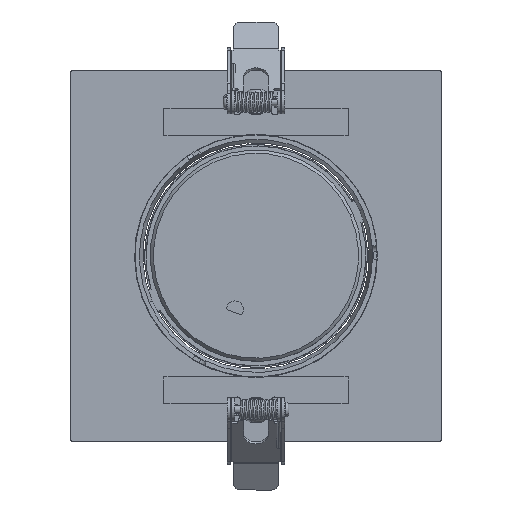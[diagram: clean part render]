
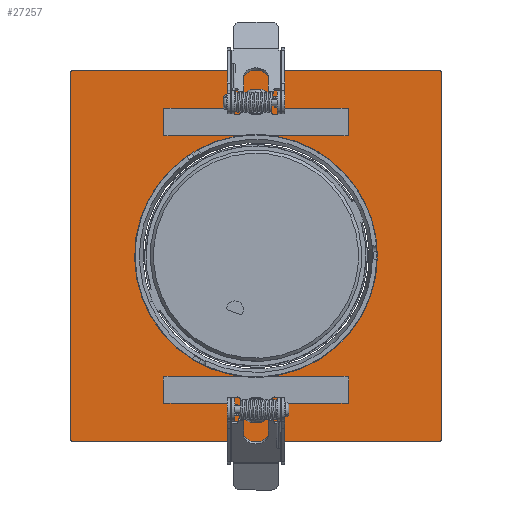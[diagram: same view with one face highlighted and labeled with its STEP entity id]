
A CAD part, top view. The second image highlights one B-rep face of the part: STEP entity #27257.
In plain terms, the highlighted planar face has unit normal (0, 0, 1).
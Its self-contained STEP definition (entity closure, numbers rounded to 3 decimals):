
#474 = ORIENTED_EDGE ( 'NONE', *, *, #14082, .F. ) ;
#506 = VERTEX_POINT ( 'NONE', #35788 ) ;
#1109 = VERTEX_POINT ( 'NONE', #10396 ) ;
#1236 = CIRCLE ( 'NONE', #34088, 39.35 ) ;
#1571 = CARTESIAN_POINT ( 'NONE',  ( 120., 119.5, 1.5 ) ) ;
#1989 = CARTESIAN_POINT ( 'NONE',  ( 60., 60., 1.5 ) ) ;
#2267 = ORIENTED_EDGE ( 'NONE', *, *, #10837, .T. ) ;
#2334 = DIRECTION ( 'NONE',  ( 1., 0., 0. ) ) ;
#3146 = EDGE_CURVE ( 'NONE', #25529, #22924, #18205, .T. ) ;
#3151 = ORIENTED_EDGE ( 'NONE', *, *, #25997, .F. ) ;
#3273 = VERTEX_POINT ( 'NONE', #38064 ) ;
#3434 = CARTESIAN_POINT ( 'NONE',  ( 27.322, 79.675, 1.5 ) ) ;
#3735 = VERTEX_POINT ( 'NONE', #37381 ) ;
#4082 = CARTESIAN_POINT ( 'NONE',  ( 25.922, 79.675, 1.5 ) ) ;
#4121 = VECTOR ( 'NONE', #7224, 1000. ) ;
#4207 = CARTESIAN_POINT ( 'NONE',  ( 0., 0., 1.5 ) ) ;
#4434 = CARTESIAN_POINT ( 'NONE',  ( 94.756, 78.45, 1.5 ) ) ;
#4523 = ORIENTED_EDGE ( 'NONE', *, *, #24446, .T. ) ;
#4606 = CIRCLE ( 'NONE', #13330, 0.5 ) ;
#4792 = ORIENTED_EDGE ( 'NONE', *, *, #13091, .F. ) ;
#4827 = ORIENTED_EDGE ( 'NONE', *, *, #13260, .F. ) ;
#4848 = VECTOR ( 'NONE', #27258, 1000. ) ;
#4941 = DIRECTION ( 'NONE',  ( 1., 0., 0. ) ) ;
#5221 = VERTEX_POINT ( 'NONE', #4434 ) ;
#5770 = VERTEX_POINT ( 'NONE', #32384 ) ;
#6005 = VERTEX_POINT ( 'NONE', #12808 ) ;
#6166 = AXIS2_PLACEMENT_3D ( 'NONE', #38091, #32048, #14284 ) ;
#6555 = CARTESIAN_POINT ( 'NONE',  ( 0.5, 0., 1.5 ) ) ;
#7095 = ORIENTED_EDGE ( 'NONE', *, *, #3146, .F. ) ;
#7146 = CARTESIAN_POINT ( 'NONE',  ( 119.5, 119.5, 1.5 ) ) ;
#7224 = DIRECTION ( 'NONE',  ( 0., 1., 0. ) ) ;
#7604 = EDGE_CURVE ( 'NONE', #6005, #3273, #35651, .T. ) ;
#7693 = DIRECTION ( 'NONE',  ( 1., 0., 0. ) ) ;
#7700 = DIRECTION ( 'NONE',  ( 0., 0., 1. ) ) ;
#7795 = DIRECTION ( 'NONE',  ( 0., 0., 1. ) ) ;
#9410 = EDGE_CURVE ( 'NONE', #10884, #22924, #34173, .T. ) ;
#9628 = EDGE_CURVE ( 'NONE', #22298, #10884, #21162, .T. ) ;
#9930 = AXIS2_PLACEMENT_3D ( 'NONE', #4082, #33607, #18999 ) ;
#10106 = DIRECTION ( 'NONE',  ( 1., 0., 0. ) ) ;
#10236 = CARTESIAN_POINT ( 'NONE',  ( 0.5, 119.5, 1.5 ) ) ;
#10396 = CARTESIAN_POINT ( 'NONE',  ( 119.5, 120., 1.5 ) ) ;
#10474 = CIRCLE ( 'NONE', #6166, 1.4 ) ;
#10475 = AXIS2_PLACEMENT_3D ( 'NONE', #1989, #7700, #31386 ) ;
#10837 = EDGE_CURVE ( 'NONE', #35538, #5221, #16780, .T. ) ;
#10884 = VERTEX_POINT ( 'NONE', #19044 ) ;
#10986 = CARTESIAN_POINT ( 'NONE',  ( 0., 120., 1.5 ) ) ;
#11263 = VERTEX_POINT ( 'NONE', #29253 ) ;
#11323 = VERTEX_POINT ( 'NONE', #3434 ) ;
#11632 = ORIENTED_EDGE ( 'NONE', *, *, #9628, .T. ) ;
#11785 = CARTESIAN_POINT ( 'NONE',  ( 60., 60., 1.5 ) ) ;
#12393 = EDGE_CURVE ( 'NONE', #25127, #18223, #31029, .T. ) ;
#12808 = CARTESIAN_POINT ( 'NONE',  ( 61.4, 20.675, 1.5 ) ) ;
#13063 = DIRECTION ( 'NONE',  ( 0., 0., 1. ) ) ;
#13091 = EDGE_CURVE ( 'NONE', #506, #3273, #1236, .T. ) ;
#13260 = EDGE_CURVE ( 'NONE', #35538, #11263, #24401, .T. ) ;
#13330 = AXIS2_PLACEMENT_3D ( 'NONE', #7146, #27859, #10106 ) ;
#14082 = EDGE_CURVE ( 'NONE', #3735, #1109, #28524, .T. ) ;
#14284 = DIRECTION ( 'NONE',  ( 1., 0., 0. ) ) ;
#14741 = DIRECTION ( 'NONE',  ( 0., 0., 1. ) ) ;
#14801 = ORIENTED_EDGE ( 'NONE', *, *, #25828, .F. ) ;
#15199 = AXIS2_PLACEMENT_3D ( 'NONE', #34566, #37295, #7693 ) ;
#15535 = CARTESIAN_POINT ( 'NONE',  ( 94.078, 79.675, 1.5 ) ) ;
#16483 = DIRECTION ( 'NONE',  ( 0., 0., 1. ) ) ;
#16780 = CIRCLE ( 'NONE', #22012, 1.4 ) ;
#16861 = CARTESIAN_POINT ( 'NONE',  ( 60., 60., 1.5 ) ) ;
#16987 = DIRECTION ( 'NONE',  ( 1., 0., 0. ) ) ;
#18188 = DIRECTION ( 'NONE',  ( 0., 0., 1. ) ) ;
#18205 = LINE ( 'NONE', #30014, #29361 ) ;
#18223 = VERTEX_POINT ( 'NONE', #21053 ) ;
#18896 = CIRCLE ( 'NONE', #32226, 0.5 ) ;
#18999 = DIRECTION ( 'NONE',  ( 1., 0., 0. ) ) ;
#19044 = CARTESIAN_POINT ( 'NONE',  ( 119.5, 0., 1.5 ) ) ;
#19177 = EDGE_CURVE ( 'NONE', #11323, #11263, #31771, .T. ) ;
#19714 = CARTESIAN_POINT ( 'NONE',  ( 119.5, 0.5, 1.5 ) ) ;
#19827 = VECTOR ( 'NONE', #29674, 1000. ) ;
#19950 = DIRECTION ( 'NONE',  ( 0., 0., 1. ) ) ;
#20096 = AXIS2_PLACEMENT_3D ( 'NONE', #37648, #19950, #2334 ) ;
#20713 = CARTESIAN_POINT ( 'NONE',  ( 0., 0., 1.5 ) ) ;
#20883 = CIRCLE ( 'NONE', #30562, 39.35 ) ;
#21053 = CARTESIAN_POINT ( 'NONE',  ( 0., 119.5, 1.5 ) ) ;
#21162 = LINE ( 'NONE', #20713, #19827 ) ;
#21310 = AXIS2_PLACEMENT_3D ( 'NONE', #32666, #18188, #35356 ) ;
#21730 = DIRECTION ( 'NONE',  ( 1., 0., 0. ) ) ;
#22012 = AXIS2_PLACEMENT_3D ( 'NONE', #15535, #33765, #21730 ) ;
#22168 = AXIS2_PLACEMENT_3D ( 'NONE', #19714, #16483, #4941 ) ;
#22191 = AXIS2_PLACEMENT_3D ( 'NONE', #11785, #14741, #35428 ) ;
#22298 = VERTEX_POINT ( 'NONE', #6555 ) ;
#22924 = VERTEX_POINT ( 'NONE', #36187 ) ;
#24401 = CIRCLE ( 'NONE', #22191, 39.35 ) ;
#24408 = FACE_OUTER_BOUND ( 'NONE', #29117, .T. ) ;
#24446 = EDGE_CURVE ( 'NONE', #25529, #1109, #4606, .T. ) ;
#25127 = VERTEX_POINT ( 'NONE', #36675 ) ;
#25529 = VERTEX_POINT ( 'NONE', #1571 ) ;
#25828 = EDGE_CURVE ( 'NONE', #6005, #5770, #20883, .T. ) ;
#25834 = EDGE_CURVE ( 'NONE', #25127, #22298, #29300, .T. ) ;
#25997 = EDGE_CURVE ( 'NONE', #5770, #5221, #30203, .T. ) ;
#27257 = ADVANCED_FACE ( 'NONE', ( #24408, #28603 ), #28689, .T. ) ;
#27258 = DIRECTION ( 'NONE',  ( 1., 0., 0. ) ) ;
#27859 = DIRECTION ( 'NONE',  ( 0., 0., 1. ) ) ;
#28524 = LINE ( 'NONE', #10986, #4848 ) ;
#28543 = ORIENTED_EDGE ( 'NONE', *, *, #12393, .F. ) ;
#28597 = CARTESIAN_POINT ( 'NONE',  ( 93.357, 80.875, 1.5 ) ) ;
#28603 = FACE_BOUND ( 'NONE', #28929, .T. ) ;
#28689 = PLANE ( 'NONE',  #15199 ) ;
#28929 = EDGE_LOOP ( 'NONE', ( #14801, #35223, #4792, #32461, #37775, #4827, #2267, #3151 ) ) ;
#29117 = EDGE_LOOP ( 'NONE', ( #7095, #4523, #474, #34196, #28543, #31452, #11632, #32972 ) ) ;
#29253 = CARTESIAN_POINT ( 'NONE',  ( 26.643, 80.875, 1.5 ) ) ;
#29300 = CIRCLE ( 'NONE', #21310, 0.5 ) ;
#29361 = VECTOR ( 'NONE', #29881, 1000. ) ;
#29674 = DIRECTION ( 'NONE',  ( 1., 0., 0. ) ) ;
#29725 = DIRECTION ( 'NONE',  ( 0., 0., 1. ) ) ;
#29881 = DIRECTION ( 'NONE',  ( 0., -1., 0. ) ) ;
#30014 = CARTESIAN_POINT ( 'NONE',  ( 120., 0., 1.5 ) ) ;
#30203 = CIRCLE ( 'NONE', #10475, 39.35 ) ;
#30562 = AXIS2_PLACEMENT_3D ( 'NONE', #38333, #29725, #32779 ) ;
#31029 = LINE ( 'NONE', #4207, #4121 ) ;
#31386 = DIRECTION ( 'NONE',  ( 1., 0., 0. ) ) ;
#31452 = ORIENTED_EDGE ( 'NONE', *, *, #25834, .T. ) ;
#31771 = CIRCLE ( 'NONE', #9930, 1.4 ) ;
#32048 = DIRECTION ( 'NONE',  ( 0., 0., 1. ) ) ;
#32226 = AXIS2_PLACEMENT_3D ( 'NONE', #10236, #13063, #33895 ) ;
#32384 = CARTESIAN_POINT ( 'NONE',  ( 99.35, 60., 1.5 ) ) ;
#32461 = ORIENTED_EDGE ( 'NONE', *, *, #37824, .T. ) ;
#32666 = CARTESIAN_POINT ( 'NONE',  ( 0.5, 0.5, 1.5 ) ) ;
#32779 = DIRECTION ( 'NONE',  ( 1., 0., 0. ) ) ;
#32972 = ORIENTED_EDGE ( 'NONE', *, *, #9410, .T. ) ;
#33607 = DIRECTION ( 'NONE',  ( 0., 0., 1. ) ) ;
#33765 = DIRECTION ( 'NONE',  ( 0., 0., 1. ) ) ;
#33895 = DIRECTION ( 'NONE',  ( 1., 0., 0. ) ) ;
#34088 = AXIS2_PLACEMENT_3D ( 'NONE', #16861, #7795, #16987 ) ;
#34173 = CIRCLE ( 'NONE', #22168, 0.5 ) ;
#34196 = ORIENTED_EDGE ( 'NONE', *, *, #36926, .T. ) ;
#34566 = CARTESIAN_POINT ( 'NONE',  ( 0., 0., 1.5 ) ) ;
#35223 = ORIENTED_EDGE ( 'NONE', *, *, #7604, .T. ) ;
#35356 = DIRECTION ( 'NONE',  ( 1., 0., 0. ) ) ;
#35428 = DIRECTION ( 'NONE',  ( 1., 0., 0. ) ) ;
#35538 = VERTEX_POINT ( 'NONE', #28597 ) ;
#35651 = CIRCLE ( 'NONE', #20096, 1.4 ) ;
#35788 = CARTESIAN_POINT ( 'NONE',  ( 25.244, 78.45, 1.5 ) ) ;
#36187 = CARTESIAN_POINT ( 'NONE',  ( 120., 0.5, 1.5 ) ) ;
#36675 = CARTESIAN_POINT ( 'NONE',  ( 0., 0.5, 1.5 ) ) ;
#36926 = EDGE_CURVE ( 'NONE', #3735, #18223, #18896, .T. ) ;
#37295 = DIRECTION ( 'NONE',  ( 0., 0., 1. ) ) ;
#37381 = CARTESIAN_POINT ( 'NONE',  ( 0.5, 120., 1.5 ) ) ;
#37648 = CARTESIAN_POINT ( 'NONE',  ( 60., 20.65, 1.5 ) ) ;
#37775 = ORIENTED_EDGE ( 'NONE', *, *, #19177, .T. ) ;
#37824 = EDGE_CURVE ( 'NONE', #506, #11323, #10474, .T. ) ;
#38064 = CARTESIAN_POINT ( 'NONE',  ( 58.6, 20.675, 1.5 ) ) ;
#38091 = CARTESIAN_POINT ( 'NONE',  ( 25.922, 79.675, 1.5 ) ) ;
#38333 = CARTESIAN_POINT ( 'NONE',  ( 60., 60., 1.5 ) ) ;
